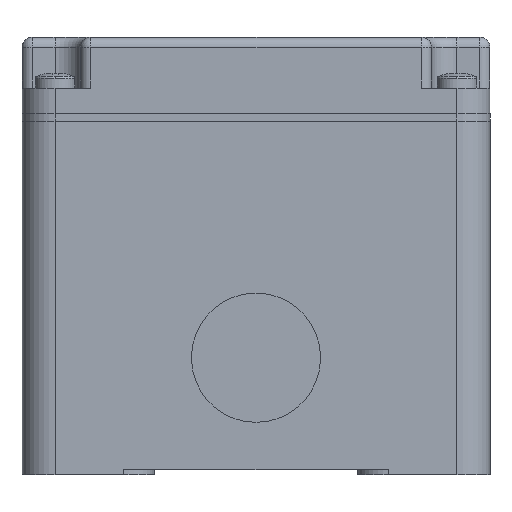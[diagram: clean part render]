
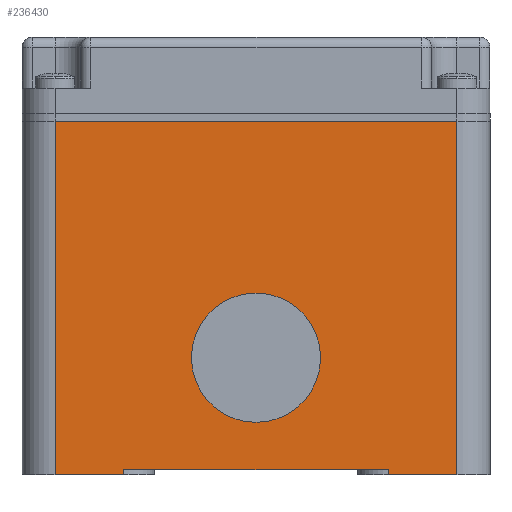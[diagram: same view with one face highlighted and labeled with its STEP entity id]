
A CAD part, front view. The second image highlights one B-rep face of the part: STEP entity #236430.
In plain terms, the highlighted planar face has unit normal (0, -1, 0).
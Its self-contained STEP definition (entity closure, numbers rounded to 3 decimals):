
#180840=CARTESIAN_POINT('',(84.966,-120.755,0.));
#180850=VERTEX_POINT('',#180840);
#180880=CARTESIAN_POINT('',(0.,-120.755,0.));
#180890=DIRECTION('',(1.,0.,0.));
#180900=VECTOR('',#180890,1.);
#180910=LINE('',#180880,#180900);
#180920=CARTESIAN_POINT('',(98.466,-120.755,0.));
#180930=VERTEX_POINT('',#180920);
#180940=EDGE_CURVE('',#180850,#180930,#180910,.T.);
#184920=CARTESIAN_POINT('',(32.966,-120.755,1.));
#184930=VERTEX_POINT('',#184920);
#184960=CARTESIAN_POINT('',(0.,-120.755,1.));
#184970=DIRECTION('',(-1.,0.,0.));
#184980=VECTOR('',#184970,1.);
#184990=LINE('',#184960,#184980);
#185000=CARTESIAN_POINT('',(84.966,-120.755,1.));
#185010=VERTEX_POINT('',#185000);
#185020=EDGE_CURVE('',#185010,#184930,#184990,.T.);
#187620=CARTESIAN_POINT('',(32.966,-120.755,0.));
#187630=VERTEX_POINT('',#187620);
#188110=CARTESIAN_POINT('',(19.466,-120.755,0.));
#188120=VERTEX_POINT('',#188110);
#188150=EDGE_CURVE('',#188120,#187630,#180910,.T.);
#235840=CARTESIAN_POINT('',(0.,-120.755,69.5));
#235850=DIRECTION('',(-0.,-1.,-0.));
#235860=DIRECTION('',(-1.,0.,0.));
#235870=AXIS2_PLACEMENT_3D('',#235840,#235850,#235860);
#235880=PLANE('',#235870);
#235890=ORIENTED_EDGE('',*,*,#185020,.F.);
#235900=CARTESIAN_POINT('',(32.966,-120.755,0.));
#235910=DIRECTION('',(0.,0.,1.));
#235920=VECTOR('',#235910,1.);
#235930=LINE('',#235900,#235920);
#235940=EDGE_CURVE('',#187630,#184930,#235930,.T.);
#235950=ORIENTED_EDGE('',*,*,#235940,.T.);
#235960=ORIENTED_EDGE('',*,*,#188150,.T.);
#235970=CARTESIAN_POINT('',(19.466,-120.755,0.));
#235980=DIRECTION('',(0.,0.,1.));
#235990=VECTOR('',#235980,1.);
#236000=LINE('',#235970,#235990);
#236010=CARTESIAN_POINT('',(19.466,-120.755,69.5));
#236020=VERTEX_POINT('',#236010);
#236030=EDGE_CURVE('',#188120,#236020,#236000,.T.);
#236040=ORIENTED_EDGE('',*,*,#236030,.F.);
#236050=CARTESIAN_POINT('',(0.,-120.755,69.5));
#236060=DIRECTION('',(1.,0.,0.));
#236070=VECTOR('',#236060,1.);
#236080=LINE('',#236050,#236070);
#236090=CARTESIAN_POINT('',(98.466,-120.755,69.5));
#236100=VERTEX_POINT('',#236090);
#236110=EDGE_CURVE('',#236020,#236100,#236080,.T.);
#236120=ORIENTED_EDGE('',*,*,#236110,.F.);
#236130=CARTESIAN_POINT('',(98.466,-120.755,0.));
#236140=DIRECTION('',(0.,0.,1.));
#236150=VECTOR('',#236140,1.);
#236160=LINE('',#236130,#236150);
#236170=EDGE_CURVE('',#180930,#236100,#236160,.T.);
#236180=ORIENTED_EDGE('',*,*,#236170,.T.);
#236190=ORIENTED_EDGE('',*,*,#180940,.T.);
#236200=CARTESIAN_POINT('',(84.966,-120.755,0.));
#236210=DIRECTION('',(0.,0.,1.));
#236220=VECTOR('',#236210,1.);
#236230=LINE('',#236200,#236220);
#236240=EDGE_CURVE('',#180850,#185010,#236230,.T.);
#236250=ORIENTED_EDGE('',*,*,#236240,.F.);
#236260=EDGE_LOOP('',(#236250,#236190,#236180,#236120,#236040,#235960,
#235950,#235890));
#236270=FACE_OUTER_BOUND('',#236260,.T.);
#236280=CARTESIAN_POINT('',(58.966,-120.755,23.));
#236290=DIRECTION('',(0.,-1.,0.));
#236300=DIRECTION('',(1.,0.,0.));
#236310=AXIS2_PLACEMENT_3D('',#236280,#236290,#236300);
#236320=CIRCLE('',#236310,12.7);
#236330=CARTESIAN_POINT('',(71.666,-120.755,23.));
#236340=VERTEX_POINT('',#236330);
#236350=CARTESIAN_POINT('',(46.266,-120.755,23.));
#236360=VERTEX_POINT('',#236350);
#236370=EDGE_CURVE('',#236340,#236360,#236320,.T.);
#236380=ORIENTED_EDGE('',*,*,#236370,.F.);
#236390=EDGE_CURVE('',#236360,#236340,#236320,.T.);
#236400=ORIENTED_EDGE('',*,*,#236390,.F.);
#236410=EDGE_LOOP('',(#236400,#236380));
#236420=FACE_BOUND('',#236410,.T.);
#236430=ADVANCED_FACE('',(#236270,#236420),#235880,.T.);
